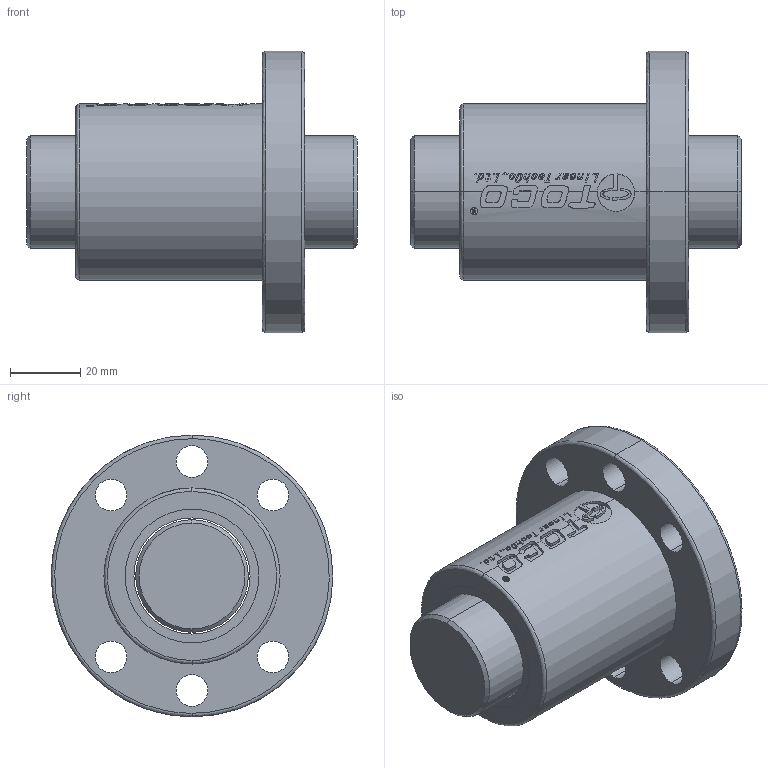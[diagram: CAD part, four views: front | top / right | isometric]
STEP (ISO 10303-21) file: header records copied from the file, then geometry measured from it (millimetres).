
FILE_DESCRIPTION (( 'STEP AP203' ), '1' );
FILE_NAME ('SFU03208.STEP', '2019-04-04T07:22:21', ( '' ), ( '' ), 'SwSTEP 2.0', 'SolidWorks 2015', '' );
FILE_SCHEMA (( 'CONFIG_CONTROL_DESIGN' ));
Length unit declared in the file: millimetre
Products named in the file (1): SFU03208
Bounding box: 94 x 80 x 80 mm (x, y, z)
Volume: 179447.5 mm3; surface area: 42120 mm2
Topology: 4 solids, 4 shells, 685 faces, 1922 edges, 1278 vertices
Faces by surface type: plane 606, cylinder 48, bspline 27, cone 4
Entity records: 23932 total; most frequent: CARTESIAN_POINT 7696, ORIENTED_EDGE 3844, DIRECTION 2792, EDGE_CURVE 1922, LINE 1282, VECTOR 1282, VERTEX_POINT 1278, AXIS2_PLACEMENT_3D 755
